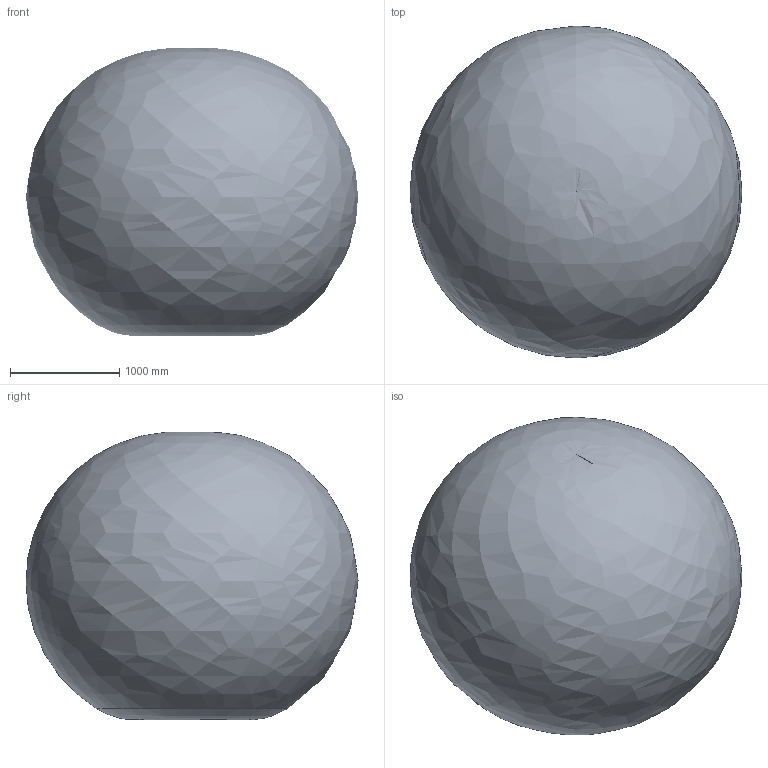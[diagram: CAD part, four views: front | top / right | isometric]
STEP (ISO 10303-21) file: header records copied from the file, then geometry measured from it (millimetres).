
FILE_DESCRIPTION(/* description */ ('Norm.iam Teamplte'),/* implementation_level */ '2;1');
FILE_NAME(/* name */ '3D-model_AT_00026-SE01.stp',/* time_stamp */ '2025-10-24T13:30:43+02:00',/* author */ ('tim.stocker'),/* organization */ (''),/* preprocessor_version */ 'ST-DEVELOPER v19.2',/* originating_system */ 'Autodesk Inventor 2023',/* authorisation */ '');
FILE_SCHEMA (('AUTOMOTIVE_DESIGN { 1 0 10303 214 3 1 1 }'));
Products named in the file (9): AT_00026-SE01_DUMMY KNICKARM Robotermechanik; MT_WST00113904 Dummy Grundgestell; MT_WST00112234 Dummy Karussell; MT_WST00120070; MT_WST00114108 Dummy Schulter; MT_WST00112247 Dummy Arm; MT_WST00114105 Dummy Hand; MT_WST00114106 Dummy Flansch; MT_WST00113295 Arbeitsbereich
Assembly tree (8 placements, depth 2):
  AT_00026-SE01_DUMMY KNICKARM Robotermechanik
    MT_WST00113904 Dummy Grundgestell
    MT_WST00112234 Dummy Karussell
    MT_WST00120070
    MT_WST00114108 Dummy Schulter
    MT_WST00112247 Dummy Arm
    MT_WST00114105 Dummy Hand
    MT_WST00114106 Dummy Flansch
    MT_WST00113295 Arbeitsbereich
Bounding box: 3041.7 x 3041.73 x 2637.95 mm (x, y, z)
Volume: 13348706617.7 mm3; surface area: 35149898 mm2
Topology: 11 solids, 13 shells, 5270 faces, 12472 edges, 7724 vertices
Faces by surface type: plane 1937, cylinder 1340, bspline 1232, torus 356, cone 346, sphere 59
Full cylindrical faces by diameter (mm): 2.459 x2, 2.5 x1, 2.8 x1, 3 x1, 3.242 x9, 3.8 x5, 4 x5, 4.134 x9, 4.7 x3, 4.917 x6, 5 x1, 5.5 x8, 6.5 x6, 6.647 x11, 7 x90, 7.53 x1, 7.6 x98, 7.8 x1, 8 x18, 8.5 x31, 8.8 x6, 9 x8, 9.9 x1, 10 x38, 10.106 x4, 10.5 x1, 10.7 x1, 10.902 x1, 11 x30, 11.6 x4
Entity records: 200197 total; most frequent: CARTESIAN_POINT 79178, ORIENTED_EDGE 24555, DIRECTION 22967, EDGE_CURVE 12279, AXIS2_PLACEMENT_3D 9229, VERTEX_POINT 7724, EDGE_LOOP 5991, FACE_OUTER_BOUND 5270
